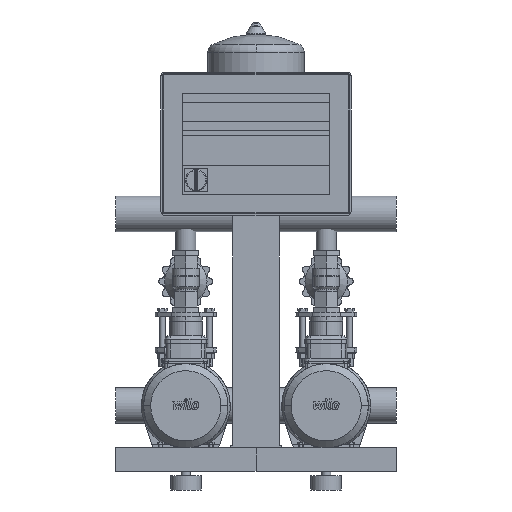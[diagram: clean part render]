
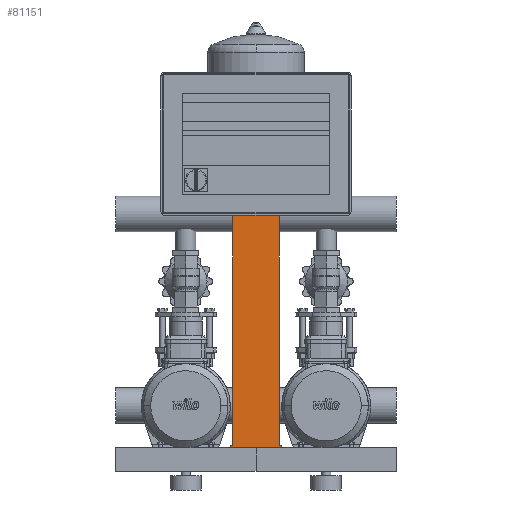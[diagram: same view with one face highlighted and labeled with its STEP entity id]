
A CAD part, front view. The second image highlights one B-rep face of the part: STEP entity #81151.
In plain terms, the highlighted free-form (B-spline) face has degree [1, 1] with [2, 2] control points.
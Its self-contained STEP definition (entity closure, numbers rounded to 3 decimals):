
#81008=CARTESIAN_POINT('',(250.0,-281.95,740.0));
#81009=VERTEX_POINT('',#81008);
#81016=CARTESIAN_POINT('',(350.0,-281.95,740.0));
#81017=VERTEX_POINT('',#81016);
#81018=CARTESIAN_POINT('',(250.0,-281.95,740.0));
#81019=DIRECTION('',(1.0,0.0,0.0));
#81020=VECTOR('',#81019,100.0);
#81021=LINE('',#81018,#81020);
#81022=EDGE_CURVE('',#81009,#81017,#81021,.T.);
#81071=CARTESIAN_POINT('',(350.0,-281.95,95.));
#81072=VERTEX_POINT('',#81071);
#81073=CARTESIAN_POINT('',(350.0,-281.95,95.));
#81074=DIRECTION('',(0.0,0.0,1.0));
#81075=VECTOR('',#81074,645.);
#81076=LINE('',#81073,#81075);
#81077=EDGE_CURVE('',#81072,#81017,#81076,.T.);
#81096=CARTESIAN_POINT('',(355.0,-281.95,740.0));
#81097=CARTESIAN_POINT('',(355.0,-281.95,90.));
#81098=CARTESIAN_POINT('',(245.0,-281.95,740.0));
#81099=CARTESIAN_POINT('',(245.0,-281.95,90.));
#81100=B_SPLINE_SURFACE_WITH_KNOTS('',1,1,((#81096,#81098),(#81097,#81099)),.UNSPECIFIED.,.F.,.F.,.U.,(2,2),(2,2),(0.0,650.),(0.0,110.0),.UNSPECIFIED.);
#81101=ORIENTED_EDGE('',*,*,#81022,.F.);
#81102=CARTESIAN_POINT('',(250.0,-281.95,95.));
#81103=VERTEX_POINT('',#81102);
#81104=CARTESIAN_POINT('',(250.0,-281.95,95.));
#81105=DIRECTION('',(0.0,0.0,1.0));
#81106=VECTOR('',#81105,645.);
#81107=LINE('',#81104,#81106);
#81108=EDGE_CURVE('',#81103,#81009,#81107,.T.);
#81109=ORIENTED_EDGE('',*,*,#81108,.F.);
#81110=CARTESIAN_POINT('',(245.0,-281.95,95.));
#81111=VERTEX_POINT('',#81110);
#81112=CARTESIAN_POINT('',(250.0,-281.95,95.));
#81113=DIRECTION('',(-1.0,0.0,0.0));
#81114=VECTOR('',#81113,5.0);
#81115=LINE('',#81112,#81114);
#81116=EDGE_CURVE('',#81103,#81111,#81115,.T.);
#81117=ORIENTED_EDGE('',*,*,#81116,.T.);
#81118=CARTESIAN_POINT('',(245.0,-281.95,90.));
#81119=VERTEX_POINT('',#81118);
#81120=CARTESIAN_POINT('',(245.0,-281.95,95.));
#81121=DIRECTION('',(0.0,0.0,-1.0));
#81122=VECTOR('',#81121,5.0);
#81123=LINE('',#81120,#81122);
#81124=EDGE_CURVE('',#81111,#81119,#81123,.T.);
#81125=ORIENTED_EDGE('',*,*,#81124,.T.);
#81126=CARTESIAN_POINT('',(355.0,-281.95,90.));
#81127=VERTEX_POINT('',#81126);
#81128=CARTESIAN_POINT('',(245.0,-281.95,90.));
#81129=DIRECTION('',(1.0,0.0,0.0));
#81130=VECTOR('',#81129,110.0);
#81131=LINE('',#81128,#81130);
#81132=EDGE_CURVE('',#81119,#81127,#81131,.T.);
#81133=ORIENTED_EDGE('',*,*,#81132,.T.);
#81134=CARTESIAN_POINT('',(355.0,-281.95,95.));
#81135=VERTEX_POINT('',#81134);
#81136=CARTESIAN_POINT('',(355.0,-281.95,95.));
#81137=DIRECTION('',(0.0,0.0,-1.0));
#81138=VECTOR('',#81137,5.0);
#81139=LINE('',#81136,#81138);
#81140=EDGE_CURVE('',#81135,#81127,#81139,.T.);
#81141=ORIENTED_EDGE('',*,*,#81140,.F.);
#81142=CARTESIAN_POINT('',(355.0,-281.95,95.));
#81143=DIRECTION('',(-1.0,0.0,0.0));
#81144=VECTOR('',#81143,5.0);
#81145=LINE('',#81142,#81144);
#81146=EDGE_CURVE('',#81135,#81072,#81145,.T.);
#81147=ORIENTED_EDGE('',*,*,#81146,.T.);
#81148=ORIENTED_EDGE('',*,*,#81077,.T.);
#81149=EDGE_LOOP('',(#81101,#81109,#81117,#81125,#81133,#81141,#81147,#81148));
#81150=FACE_OUTER_BOUND('',#81149,.T.);
#81151=ADVANCED_FACE('',(#81150),#81100,.F.);
